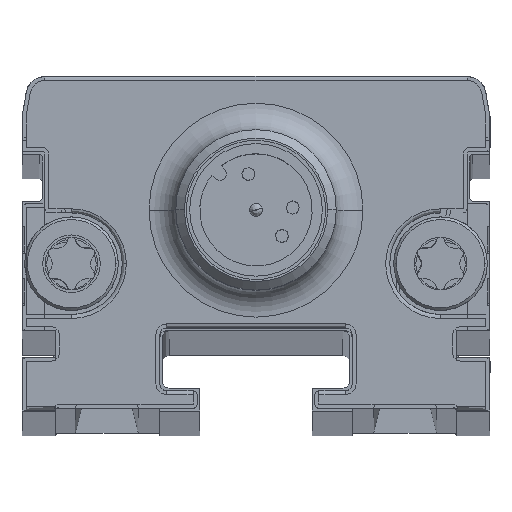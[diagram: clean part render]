
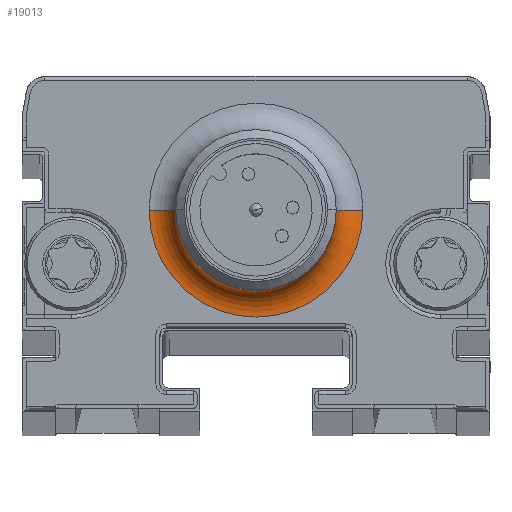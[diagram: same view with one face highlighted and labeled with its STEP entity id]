
A CAD part, top view. The second image highlights one B-rep face of the part: STEP entity #19013.
In plain terms, the highlighted toroidal (fillet/blend) face has major radius 8 mm and minor radius 2 mm.
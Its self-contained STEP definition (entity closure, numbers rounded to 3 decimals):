
#248 = EDGE_LOOP ( 'NONE', ( #7976, #8141, #8328, #12968 ) ) ;
#1858 = CARTESIAN_POINT ( 'NONE',  ( 0., 15., 11.8 ) ) ;
#3881 = CIRCLE ( 'NONE', #13431, 8. ) ;
#4581 = CIRCLE ( 'NONE', #14444, 2. ) ;
#4728 = DIRECTION ( 'NONE',  ( -1., 0., 0. ) ) ;
#6026 = CARTESIAN_POINT ( 'NONE',  ( -6., 15., 11.8 ) ) ;
#6083 = DIRECTION ( 'NONE',  ( 0., 0., -1. ) ) ;
#6439 = VERTEX_POINT ( 'NONE', #6026 ) ;
#6758 = AXIS2_PLACEMENT_3D ( 'NONE', #15179, #8198, #8340 ) ;
#7262 = DIRECTION ( 'NONE',  ( 0., -1., 0. ) ) ;
#7676 = CARTESIAN_POINT ( 'NONE',  ( 8., 15., 11.8 ) ) ;
#7976 = ORIENTED_EDGE ( 'NONE', *, *, #13832, .F. ) ;
#8141 = ORIENTED_EDGE ( 'NONE', *, *, #13894, .T. ) ;
#8174 = DIRECTION ( 'NONE',  ( 0., 0., 1. ) ) ;
#8198 = DIRECTION ( 'NONE',  ( 0., 0., 1. ) ) ;
#8328 = ORIENTED_EDGE ( 'NONE', *, *, #13981, .F. ) ;
#8340 = DIRECTION ( 'NONE',  ( 1., 0., 0. ) ) ;
#8439 = CIRCLE ( 'NONE', #6758, 6. ) ;
#8514 = CARTESIAN_POINT ( 'NONE',  ( 8., 15., 9.8 ) ) ;
#8989 = VERTEX_POINT ( 'NONE', #8514 ) ;
#10196 = CARTESIAN_POINT ( 'NONE',  ( -8., 15., 9.8 ) ) ;
#10697 = VERTEX_POINT ( 'NONE', #10196 ) ;
#11455 = AXIS2_PLACEMENT_3D ( 'NONE', #7676, #7262, #6083 ) ;
#12968 = ORIENTED_EDGE ( 'NONE', *, *, #14010, .F. ) ;
#13431 = AXIS2_PLACEMENT_3D ( 'NONE', #15428, #14762, #14368 ) ;
#13832 = EDGE_CURVE ( 'NONE', #6439, #14062, #8439, .T. ) ;
#13894 = EDGE_CURVE ( 'NONE', #6439, #10697, #4581, .T. ) ;
#13981 = EDGE_CURVE ( 'NONE', #8989, #10697, #3881, .T. ) ;
#14010 = EDGE_CURVE ( 'NONE', #14062, #8989, #15919, .T. ) ;
#14062 = VERTEX_POINT ( 'NONE', #19309 ) ;
#14368 = DIRECTION ( 'NONE',  ( 1., 0., 0. ) ) ;
#14444 = AXIS2_PLACEMENT_3D ( 'NONE', #17225, #19660, #4728 ) ;
#14762 = DIRECTION ( 'NONE',  ( 0., 0., -1. ) ) ;
#15179 = CARTESIAN_POINT ( 'NONE',  ( 0., 15., 11.8 ) ) ;
#15428 = CARTESIAN_POINT ( 'NONE',  ( 0., 15., 9.8 ) ) ;
#15919 = CIRCLE ( 'NONE', #11455, 2. ) ;
#16893 = FACE_OUTER_BOUND ( 'NONE', #248, .T. ) ;
#17225 = CARTESIAN_POINT ( 'NONE',  ( -8., 15., 11.8 ) ) ;
#17351 = TOROIDAL_SURFACE ( 'NONE', #20120, 8., 2. ) ;
#18960 = DIRECTION ( 'NONE',  ( 1., 0., 0. ) ) ;
#19013 = ADVANCED_FACE ( 'NONE', ( #16893 ), #17351, .F. ) ;
#19309 = CARTESIAN_POINT ( 'NONE',  ( 6., 15., 11.8 ) ) ;
#19660 = DIRECTION ( 'NONE',  ( 0., 1., 0. ) ) ;
#20120 = AXIS2_PLACEMENT_3D ( 'NONE', #1858, #8174, #18960 ) ;
